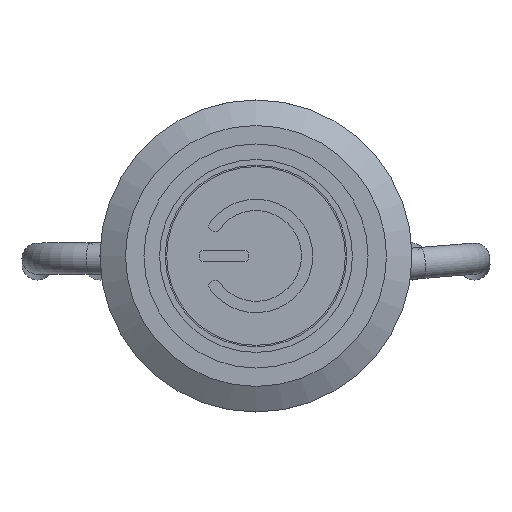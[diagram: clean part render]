
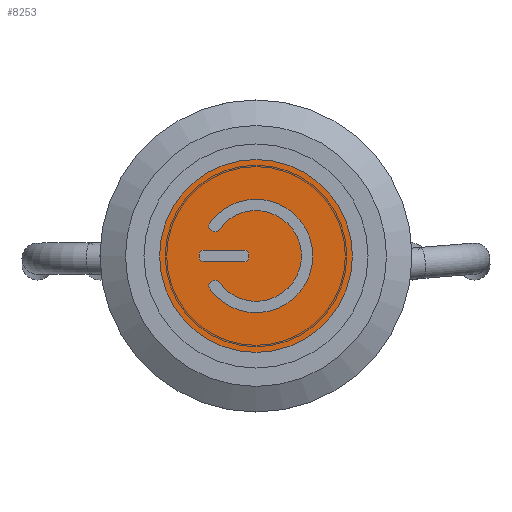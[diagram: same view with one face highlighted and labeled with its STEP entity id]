
A CAD part, top view. The second image highlights one B-rep face of the part: STEP entity #8253.
In plain terms, the highlighted face is planar.
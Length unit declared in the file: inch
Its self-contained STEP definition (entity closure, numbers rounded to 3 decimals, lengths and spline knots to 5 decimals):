
#292=LINE('',#12306,#947);
#298=LINE('',#12327,#953);
#302=LINE('',#12339,#957);
#306=LINE('',#12351,#961);
#310=LINE('',#12367,#965);
#314=LINE('',#12379,#969);
#947=VECTOR('',#9715,0.3937);
#953=VECTOR('',#9735,0.3937);
#957=VECTOR('',#9747,0.3937);
#961=VECTOR('',#9759,0.3937);
#965=VECTOR('',#9779,0.3937);
#969=VECTOR('',#9791,0.3937);
#1743=FACE_BOUND('',#2353,.T.);
#1744=FACE_BOUND('',#2354,.T.);
#1857=FACE_OUTER_BOUND('',#2352,.T.);
#2352=EDGE_LOOP('',(#5742));
#2353=EDGE_LOOP('',(#5743,#5744,#5745,#5746,#5747,#5748,#5749,#5750));
#2354=EDGE_LOOP('',(#5751,#5752,#5753,#5754,#5755,#5756,#5757,#5758));
#2807=CIRCLE('',#8709,0.12598);
#2809=CIRCLE('',#8712,0.01102);
#2811=CIRCLE('',#8716,0.01102);
#2813=CIRCLE('',#8719,0.01102);
#2815=CIRCLE('',#8723,0.01102);
#2817=CIRCLE('',#8727,0.01102);
#2819=CIRCLE('',#8731,0.01102);
#2821=CIRCLE('',#8734,0.15748);
#2823=CIRCLE('',#8739,0.01102);
#2825=CIRCLE('',#8743,0.01102);
#2892=CIRCLE('',#8844,0.26772);
#3267=VERTEX_POINT('',#12290);
#3268=VERTEX_POINT('',#12291);
#3271=VERTEX_POINT('',#12299);
#3273=VERTEX_POINT('',#12305);
#3275=VERTEX_POINT('',#12311);
#3277=VERTEX_POINT('',#12317);
#3278=VERTEX_POINT('',#12318);
#3281=VERTEX_POINT('',#12326);
#3283=VERTEX_POINT('',#12332);
#3285=VERTEX_POINT('',#12338);
#3287=VERTEX_POINT('',#12344);
#3289=VERTEX_POINT('',#12350);
#3291=VERTEX_POINT('',#12356);
#3293=VERTEX_POINT('',#12366);
#3295=VERTEX_POINT('',#12372);
#3297=VERTEX_POINT('',#12378);
#3409=VERTEX_POINT('',#12675);
#4106=EDGE_CURVE('',#3267,#3268,#2807,.T.);
#4110=EDGE_CURVE('',#3271,#3267,#2809,.T.);
#4113=EDGE_CURVE('',#3273,#3271,#292,.T.);
#4116=EDGE_CURVE('',#3275,#3273,#2811,.T.);
#4119=EDGE_CURVE('',#3277,#3278,#2813,.T.);
#4123=EDGE_CURVE('',#3281,#3277,#298,.T.);
#4126=EDGE_CURVE('',#3283,#3281,#2815,.T.);
#4129=EDGE_CURVE('',#3285,#3283,#302,.T.);
#4132=EDGE_CURVE('',#3268,#3287,#2817,.T.);
#4135=EDGE_CURVE('',#3287,#3289,#306,.T.);
#4138=EDGE_CURVE('',#3289,#3291,#2819,.T.);
#4141=EDGE_CURVE('',#3291,#3275,#2821,.T.);
#4143=EDGE_CURVE('',#3278,#3293,#310,.T.);
#4146=EDGE_CURVE('',#3293,#3295,#2823,.T.);
#4149=EDGE_CURVE('',#3295,#3297,#314,.T.);
#4152=EDGE_CURVE('',#3297,#3285,#2825,.T.);
#4300=EDGE_CURVE('',#3409,#3409,#2892,.T.);
#5742=ORIENTED_EDGE('',*,*,#4300,.F.);
#5743=ORIENTED_EDGE('',*,*,#4141,.T.);
#5744=ORIENTED_EDGE('',*,*,#4116,.T.);
#5745=ORIENTED_EDGE('',*,*,#4113,.T.);
#5746=ORIENTED_EDGE('',*,*,#4110,.T.);
#5747=ORIENTED_EDGE('',*,*,#4106,.T.);
#5748=ORIENTED_EDGE('',*,*,#4132,.T.);
#5749=ORIENTED_EDGE('',*,*,#4135,.T.);
#5750=ORIENTED_EDGE('',*,*,#4138,.T.);
#5751=ORIENTED_EDGE('',*,*,#4152,.T.);
#5752=ORIENTED_EDGE('',*,*,#4129,.T.);
#5753=ORIENTED_EDGE('',*,*,#4126,.T.);
#5754=ORIENTED_EDGE('',*,*,#4123,.T.);
#5755=ORIENTED_EDGE('',*,*,#4119,.T.);
#5756=ORIENTED_EDGE('',*,*,#4143,.T.);
#5757=ORIENTED_EDGE('',*,*,#4146,.T.);
#5758=ORIENTED_EDGE('',*,*,#4149,.T.);
#7971=PLANE('',#8874);
#8253=ADVANCED_FACE('',(#1857,#1743,#1744),#7971,.F.);
#8709=AXIS2_PLACEMENT_3D('',#12292,#9700,#9701);
#8712=AXIS2_PLACEMENT_3D('',#12300,#9708,#9709);
#8716=AXIS2_PLACEMENT_3D('',#12312,#9720,#9721);
#8719=AXIS2_PLACEMENT_3D('',#12319,#9727,#9728);
#8723=AXIS2_PLACEMENT_3D('',#12333,#9740,#9741);
#8727=AXIS2_PLACEMENT_3D('',#12345,#9752,#9753);
#8731=AXIS2_PLACEMENT_3D('',#12357,#9764,#9765);
#8734=AXIS2_PLACEMENT_3D('',#12362,#9771,#9772);
#8739=AXIS2_PLACEMENT_3D('',#12373,#9784,#9785);
#8743=AXIS2_PLACEMENT_3D('',#12384,#9796,#9797);
#8844=AXIS2_PLACEMENT_3D('',#12677,#10079,#10080);
#8874=AXIS2_PLACEMENT_3D('',#12732,#10148,#10149);
#9700=DIRECTION('center_axis',(0.,0.,
1.));
#9701=DIRECTION('ref_axis',(0.823,0.568,0.));
#9708=DIRECTION('center_axis',(0.,0.,
-1.));
#9709=DIRECTION('ref_axis',(0.823,0.568,0.));
#9715=DIRECTION('',(0.866,0.5,0.));
#9720=DIRECTION('center_axis',(0.,0.,
-1.));
#9721=DIRECTION('ref_axis',(-0.5,0.866,0.));
#9727=DIRECTION('center_axis',(0.,0.,
-1.));
#9728=DIRECTION('ref_axis',(1.,0.,0.));
#9735=DIRECTION('',(1.,0.,0.));
#9740=DIRECTION('center_axis',(0.,0.,
-1.));
#9741=DIRECTION('ref_axis',(0.,1.,0.));
#9747=DIRECTION('',(0.,1.,0.));
#9752=DIRECTION('center_axis',(0.,0.,
-1.));
#9753=DIRECTION('ref_axis',(-0.5,-0.866,0.));
#9759=DIRECTION('',(-0.866,0.5,0.));
#9764=DIRECTION('center_axis',(0.,0.,
-1.));
#9765=DIRECTION('ref_axis',(-0.826,0.564,0.));
#9771=DIRECTION('center_axis',(0.,0.,
-1.));
#9772=DIRECTION('ref_axis',(-0.826,-0.564,0.));
#9779=DIRECTION('',(0.,-1.,0.));
#9784=DIRECTION('center_axis',(0.,0.,
-1.));
#9785=DIRECTION('ref_axis',(0.,-1.,0.));
#9791=DIRECTION('',(-1.,0.,0.));
#9796=DIRECTION('center_axis',(0.,0.,
-1.));
#9797=DIRECTION('ref_axis',(-1.,0.,0.));
#10079=DIRECTION('center_axis',(0.,0.,
-1.));
#10080=DIRECTION('ref_axis',(-1.,0.,0.));
#10148=DIRECTION('center_axis',(0.,0.,
-1.));
#10149=DIRECTION('ref_axis',(-1.,0.,0.));
#12290=CARTESIAN_POINT('',(-0.10368,-0.07157,0.80709));
#12291=CARTESIAN_POINT('',(-0.10368,0.07157,0.80709));
#12292=CARTESIAN_POINT('Origin',(0.,0.,
0.80709));
#12299=CARTESIAN_POINT('',(-0.11827,-0.06828,0.80709));
#12300=CARTESIAN_POINT('Origin',(-0.11276,-0.07783,
0.80709));
#12305=CARTESIAN_POINT('',(-0.12648,-0.07302,0.80709));
#12306=CARTESIAN_POINT('',(-0.05913,-0.03414,0.80709));
#12311=CARTESIAN_POINT('',(-0.13007,-0.08878,0.80709));
#12312=CARTESIAN_POINT('Origin',(-0.12096,-0.08257,
0.80709));
#12317=CARTESIAN_POINT('',(-0.03071,0.01575,0.80709));
#12318=CARTESIAN_POINT('',(-0.01969,0.00472,0.80709));
#12319=CARTESIAN_POINT('Origin',(-0.03071,0.00472,
0.80709));
#12326=CARTESIAN_POINT('',(-0.14646,0.01575,0.80709));
#12327=CARTESIAN_POINT('',(-0.01535,0.01575,0.80709));
#12332=CARTESIAN_POINT('',(-0.15748,0.00472,0.80709));
#12333=CARTESIAN_POINT('Origin',(-0.14646,0.00472,
0.80709));
#12338=CARTESIAN_POINT('',(-0.15748,-0.00472,0.80709));
#12339=CARTESIAN_POINT('',(-0.15748,0.00236,0.80709));
#12344=CARTESIAN_POINT('',(-0.11827,0.06828,0.80709));
#12345=CARTESIAN_POINT('Origin',(-0.11276,0.07783,
0.80709));
#12350=CARTESIAN_POINT('',(-0.12648,0.07302,0.80709));
#12351=CARTESIAN_POINT('',(-0.06324,0.03651,0.80709));
#12356=CARTESIAN_POINT('',(-0.13007,0.08878,0.80709));
#12357=CARTESIAN_POINT('Origin',(-0.12096,0.08257,
0.80709));
#12362=CARTESIAN_POINT('Origin',(0.,0.,
0.80709));
#12366=CARTESIAN_POINT('',(-0.01969,-0.00472,0.80709));
#12367=CARTESIAN_POINT('',(-0.01969,-0.00236,0.80709));
#12372=CARTESIAN_POINT('',(-0.03071,-0.01575,0.80709));
#12373=CARTESIAN_POINT('Origin',(-0.03071,-0.00472,
0.80709));
#12378=CARTESIAN_POINT('',(-0.14646,-0.01575,0.80709));
#12379=CARTESIAN_POINT('',(-0.07323,-0.01575,0.80709));
#12384=CARTESIAN_POINT('Origin',(-0.14646,-0.00472,
0.80709));
#12675=CARTESIAN_POINT('',(0.,-0.26772,0.80709));
#12677=CARTESIAN_POINT('Origin',(0.,0.,
0.80709));
#12732=CARTESIAN_POINT('Origin',(0.,0.,
0.80709));
